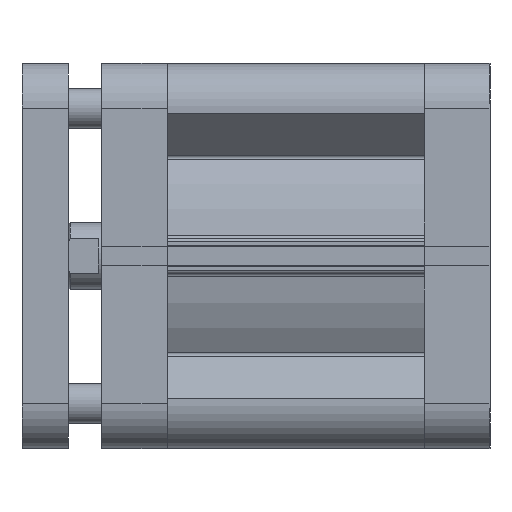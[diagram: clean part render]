
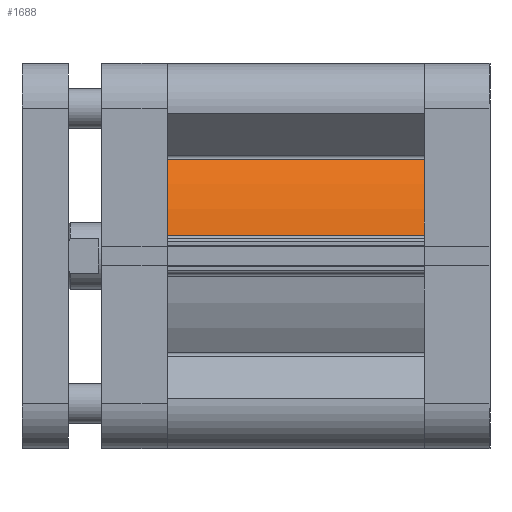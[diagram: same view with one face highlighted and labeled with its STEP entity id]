
A CAD part, front view. The second image highlights one B-rep face of the part: STEP entity #1688.
In plain terms, the highlighted cylindrical face has radius 53.5 mm (diameter 107 mm), a partial arc.
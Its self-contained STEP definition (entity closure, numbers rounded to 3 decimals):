
#154 = EDGE_LOOP ( 'NONE', ( #8255, #8254, #8253, #8252 ) ) ;
#1242 = EDGE_CURVE ( 'NONE', #11320, #11325, #8376, .T. ) ;
#1261 = EDGE_CURVE ( 'NONE', #11318, #11319, #8400, .T. ) ;
#1266 = EDGE_CURVE ( 'NONE', #11318, #11325, #8413, .T. ) ;
#1282 = EDGE_CURVE ( 'NONE', #11319, #11320, #8439, .T. ) ;
#1688 = ADVANCED_FACE ( 'NONE', ( #9122 ), #9125, .T. ) ;
#4967 = CARTESIAN_POINT ( 'NONE',  ( 6.135, -53.147, 77.5 ) ) ;
#4968 = CARTESIAN_POINT ( 'NONE',  ( 6.135, -53.147, 0. ) ) ;
#4969 = CARTESIAN_POINT ( 'NONE',  ( 28.996, -44.961, 0. ) ) ;
#4974 = CARTESIAN_POINT ( 'NONE',  ( 28.996, -44.961, 77.5 ) ) ;
#5590 = CARTESIAN_POINT ( 'NONE',  ( 28.996, -44.961, 77.5 ) ) ;
#5591 = DIRECTION ( 'NONE',  ( 0., 0., 1. ) ) ;
#5636 = CARTESIAN_POINT ( 'NONE',  ( 6.135, -53.147, 77.5 ) ) ;
#5637 = DIRECTION ( 'NONE',  ( 0., 0., -1. ) ) ;
#5638 = CARTESIAN_POINT ( 'NONE',  ( 0., 0., 77.5 ) ) ;
#5651 = DIRECTION ( 'NONE',  ( 0., 0., 1. ) ) ;
#5652 = DIRECTION ( 'NONE',  ( 1., 0., 0. ) ) ;
#5677 = CARTESIAN_POINT ( 'NONE',  ( 0., 0., 0. ) ) ;
#5690 = DIRECTION ( 'NONE',  ( 0., 0., 1. ) ) ;
#5691 = DIRECTION ( 'NONE',  ( 1., 0., 0. ) ) ;
#7033 = AXIS2_PLACEMENT_3D ( 'NONE', #5638, #5651, #5652 ) ;
#7038 = AXIS2_PLACEMENT_3D ( 'NONE', #5677, #5690, #5691 ) ;
#7228 = AXIS2_PLACEMENT_3D ( 'NONE', #10103, #10102, #10101 ) ;
#8252 = ORIENTED_EDGE ( 'NONE', *, *, #1261, .T. ) ;
#8253 = ORIENTED_EDGE ( 'NONE', *, *, #1266, .F. ) ;
#8254 = ORIENTED_EDGE ( 'NONE', *, *, #1242, .T. ) ;
#8255 = ORIENTED_EDGE ( 'NONE', *, *, #1282, .T. ) ;
#8376 = LINE ( 'NONE', #5590, #8377 ) ;
#8377 = VECTOR ( 'NONE', #5591, 1000. ) ;
#8398 = VECTOR ( 'NONE', #5637, 1000. ) ;
#8400 = LINE ( 'NONE', #5636, #8398 ) ;
#8413 = CIRCLE ( 'NONE', #7033, 53.5 ) ;
#8439 = CIRCLE ( 'NONE', #7038, 53.5 ) ;
#9122 = FACE_OUTER_BOUND ( 'NONE', #154, .T. ) ;
#9125 = CYLINDRICAL_SURFACE ( 'NONE', #7228, 53.5 ) ;
#10101 = DIRECTION ( 'NONE',  ( -1., 0., 0. ) ) ;
#10102 = DIRECTION ( 'NONE',  ( 0., 0., -1. ) ) ;
#10103 = CARTESIAN_POINT ( 'NONE',  ( 0., 0., 77.5 ) ) ;
#11318 = VERTEX_POINT ( 'NONE', #4967 ) ;
#11319 = VERTEX_POINT ( 'NONE', #4968 ) ;
#11320 = VERTEX_POINT ( 'NONE', #4969 ) ;
#11325 = VERTEX_POINT ( 'NONE', #4974 ) ;
